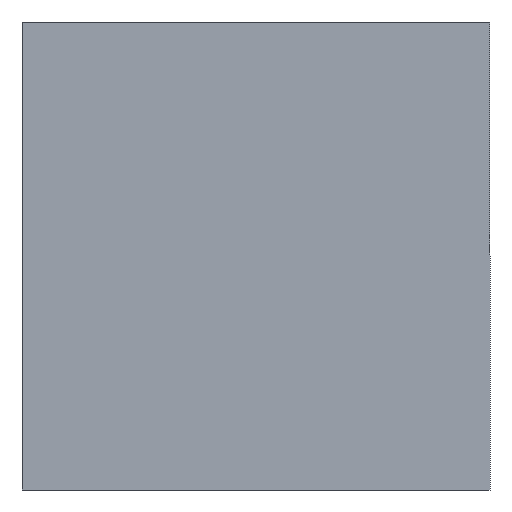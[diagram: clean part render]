
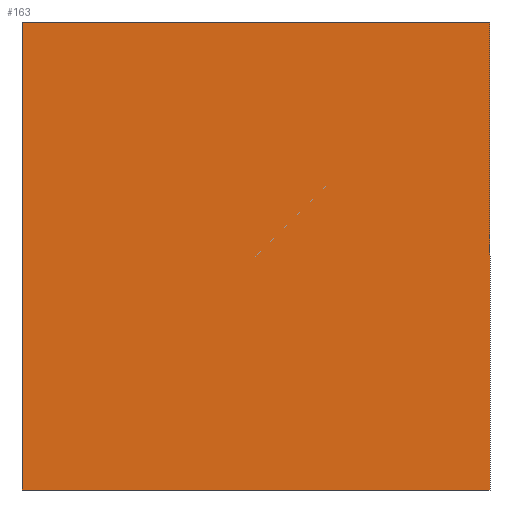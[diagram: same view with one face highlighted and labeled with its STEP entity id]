
A CAD part, front view. The second image highlights one B-rep face of the part: STEP entity #163.
In plain terms, the highlighted planar face has unit normal (0, -1, 0).
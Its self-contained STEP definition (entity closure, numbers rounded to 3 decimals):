
#11 = EDGE_CURVE ( 'NONE', #156, #99, #159, .T. ) ;
#18 = LINE ( 'NONE', #126, #81 ) ;
#30 = ORIENTED_EDGE ( 'NONE', *, *, #11, .T. ) ;
#40 = DIRECTION ( 'NONE',  ( 1., 0., 0. ) ) ;
#54 = CARTESIAN_POINT ( 'NONE',  ( -125., -400., -125. ) ) ;
#58 = DIRECTION ( 'NONE',  ( -1., 0., 0. ) ) ;
#64 = PLANE ( 'NONE',  #171 ) ;
#68 = DIRECTION ( 'NONE',  ( 0., 0., 1. ) ) ;
#73 = LINE ( 'NONE', #155, #240 ) ;
#81 = VECTOR ( 'NONE', #40, 1000. ) ;
#87 = ORIENTED_EDGE ( 'NONE', *, *, #299, .T. ) ;
#88 = VECTOR ( 'NONE', #58, 1000. ) ;
#99 = VERTEX_POINT ( 'NONE', #207 ) ;
#101 = VECTOR ( 'NONE', #119, 1000. ) ;
#117 = VERTEX_POINT ( 'NONE', #151 ) ;
#119 = DIRECTION ( 'NONE',  ( 0., 0., 1. ) ) ;
#126 = CARTESIAN_POINT ( 'NONE',  ( -125., -400., -125. ) ) ;
#144 = CARTESIAN_POINT ( 'NONE',  ( 125., -400., -125. ) ) ;
#149 = DIRECTION ( 'NONE',  ( 0., 1., 0. ) ) ;
#151 = CARTESIAN_POINT ( 'NONE',  ( 125., -400., -125. ) ) ;
#155 = CARTESIAN_POINT ( 'NONE',  ( -125., -400., -125. ) ) ;
#156 = VERTEX_POINT ( 'NONE', #164 ) ;
#159 = LINE ( 'NONE', #248, #88 ) ;
#163 = ADVANCED_FACE ( 'NONE', ( #257 ), #64, .F. ) ;
#164 = CARTESIAN_POINT ( 'NONE',  ( 125., -400., 125. ) ) ;
#165 = CARTESIAN_POINT ( 'NONE',  ( 0., -400., 0. ) ) ;
#171 = AXIS2_PLACEMENT_3D ( 'NONE', #165, #149, #68 ) ;
#192 = EDGE_LOOP ( 'NONE', ( #269, #30, #87, #247 ) ) ;
#207 = CARTESIAN_POINT ( 'NONE',  ( -125., -400., 125. ) ) ;
#217 = EDGE_CURVE ( 'NONE', #117, #156, #302, .T. ) ;
#235 = EDGE_CURVE ( 'NONE', #314, #117, #18, .T. ) ;
#240 = VECTOR ( 'NONE', #291, 1000. ) ;
#247 = ORIENTED_EDGE ( 'NONE', *, *, #235, .T. ) ;
#248 = CARTESIAN_POINT ( 'NONE',  ( -125., -400., 125. ) ) ;
#257 = FACE_OUTER_BOUND ( 'NONE', #192, .T. ) ;
#269 = ORIENTED_EDGE ( 'NONE', *, *, #217, .T. ) ;
#291 = DIRECTION ( 'NONE',  ( 0., 0., -1. ) ) ;
#299 = EDGE_CURVE ( 'NONE', #99, #314, #73, .T. ) ;
#302 = LINE ( 'NONE', #144, #101 ) ;
#314 = VERTEX_POINT ( 'NONE', #54 ) ;
